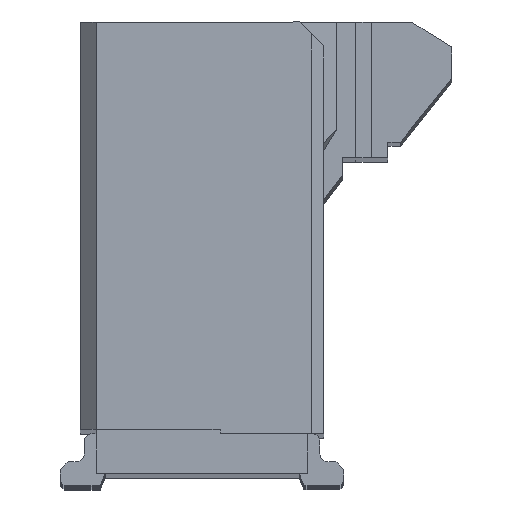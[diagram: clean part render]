
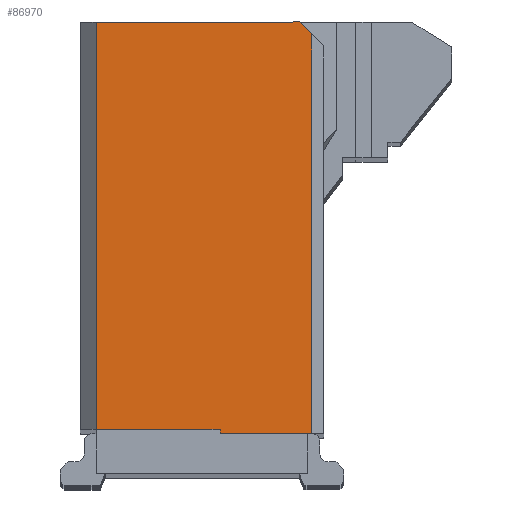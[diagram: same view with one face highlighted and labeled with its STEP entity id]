
A CAD part, top view. The second image highlights one B-rep face of the part: STEP entity #86970.
In plain terms, the highlighted planar face has unit normal (0, 0, 1).
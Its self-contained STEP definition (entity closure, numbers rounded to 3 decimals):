
#49250=CARTESIAN_POINT('',(17.918,-1.072,
5.895));
#49260=VERTEX_POINT('',#49250);
#49290=CARTESIAN_POINT('',(6.,-1.072,5.895));
#49300=DIRECTION('',(1.,0.,0.));
#49310=VECTOR('',#49300,1.);
#49320=LINE('',#49290,#49310);
#49330=CARTESIAN_POINT('',(19.068,-1.072,
5.895));
#49340=VERTEX_POINT('',#49330);
#49350=EDGE_CURVE('',#49260,#49340,#49320,.T.);
#85400=CARTESIAN_POINT('',(16.368,-1.022,
5.895));
#85410=VERTEX_POINT('',#85400);
#85440=CARTESIAN_POINT('',(6.,-1.022,5.895));
#85450=DIRECTION('',(-1.,0.,0.));
#85460=VECTOR('',#85450,1.);
#85470=LINE('',#85440,#85460);
#85480=CARTESIAN_POINT('',(17.918,-1.022,
5.895));
#85490=VERTEX_POINT('',#85480);
#85500=EDGE_CURVE('',#85490,#85410,#85470,.T.);
#86520=CARTESIAN_POINT('',(17.918,-1.022,
5.895));
#86530=DIRECTION('',(0.,-0.,1.));
#86540=DIRECTION('',(1.,0.,0.));
#86550=AXIS2_PLACEMENT_3D('',#86520,#86530,#86540);
#86560=PLANE('',#86550);
#86570=ORIENTED_EDGE('',*,*,#49350,.T.);
#86580=CARTESIAN_POINT('',(17.918,-8.,5.895));
#86590=DIRECTION('',(0.,-1.,0.));
#86600=VECTOR('',#86590,1.);
#86610=LINE('',#86580,#86600);
#86620=EDGE_CURVE('',#85490,#49260,#86610,.T.);
#86630=ORIENTED_EDGE('',*,*,#86620,.T.);
#86640=ORIENTED_EDGE('',*,*,#85500,.F.);
#86650=CARTESIAN_POINT('',(16.368,1.528,
5.895));
#86660=DIRECTION('',(0.,1.,0.));
#86670=VECTOR('',#86660,1.);
#86680=LINE('',#86650,#86670);
#86690=CARTESIAN_POINT('',(16.368,4.078,
5.895));
#86700=VERTEX_POINT('',#86690);
#86710=EDGE_CURVE('',#85410,#86700,#86680,.T.);
#86720=ORIENTED_EDGE('',*,*,#86710,.F.);
#86730=CARTESIAN_POINT('',(6.,4.078,5.895));
#86740=DIRECTION('',(1.,0.,0.));
#86750=VECTOR('',#86740,1.);
#86760=LINE('',#86730,#86750);
#86770=CARTESIAN_POINT('',(18.918,4.078,
5.895));
#86780=VERTEX_POINT('',#86770);
#86790=EDGE_CURVE('',#86700,#86780,#86760,.T.);
#86800=ORIENTED_EDGE('',*,*,#86790,.F.);
#86810=CARTESIAN_POINT('',(30.996,-8.,5.895));
#86820=DIRECTION('',(0.707,-0.707,0.));
#86830=VECTOR('',#86820,1.);
#86840=LINE('',#86810,#86830);
#86850=CARTESIAN_POINT('',(19.068,3.928,
5.895));
#86860=VERTEX_POINT('',#86850);
#86870=EDGE_CURVE('',#86780,#86860,#86840,.T.);
#86880=ORIENTED_EDGE('',*,*,#86870,.F.);
#86890=CARTESIAN_POINT('',(19.068,1.353,
5.895));
#86900=DIRECTION('',(0.,-1.,0.));
#86910=VECTOR('',#86900,1.);
#86920=LINE('',#86890,#86910);
#86930=EDGE_CURVE('',#86860,#49340,#86920,.T.);
#86940=ORIENTED_EDGE('',*,*,#86930,.F.);
#86950=EDGE_LOOP('',(#86940,#86880,#86800,#86720,#86640,#86630,#86570));
#86960=FACE_OUTER_BOUND('',#86950,.T.);
#86970=ADVANCED_FACE('',(#86960),#86560,.T.);
